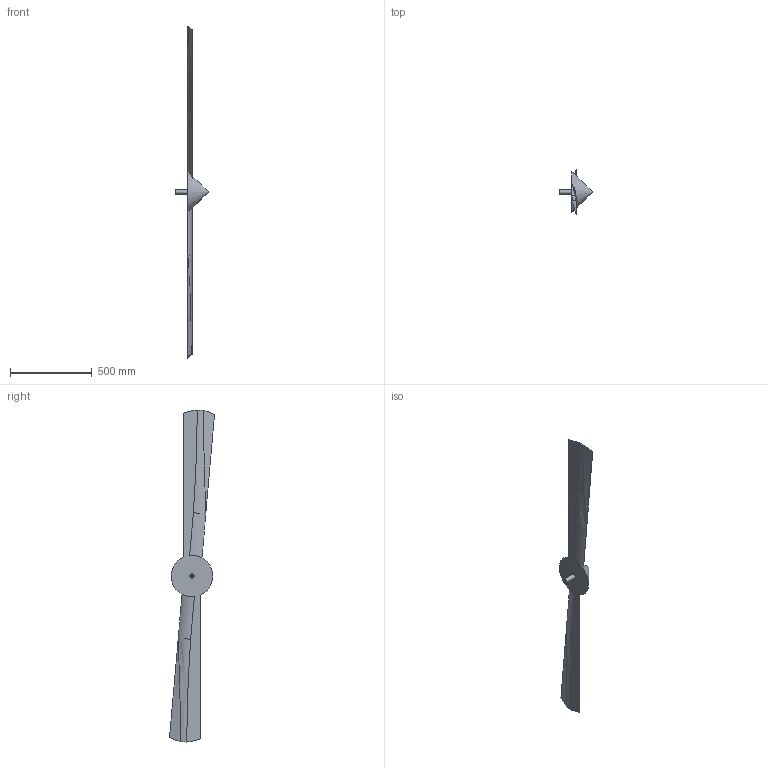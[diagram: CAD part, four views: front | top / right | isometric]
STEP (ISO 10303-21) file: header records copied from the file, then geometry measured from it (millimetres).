
FILE_DESCRIPTION(/* description */ (''),/* implementation_level */ '2;1');
FILE_NAME(/* name */ 'Prop.stp',/* time_stamp */ '2021-11-23T12:25:28-06:00',/* author */ ('PC'),/* organization */ (''),/* preprocessor_version */ 'ST-DEVELOPER v18.1',/* originating_system */ 'Autodesk Inventor 2021',/* authorisation */ '');
FILE_SCHEMA (('AUTOMOTIVE_DESIGN { 1 0 10303 214 3 1 1 }'));
Length unit declared in the file: millimetre
Products named in the file (1): Part2
Bounding box: 203.2 x 274.99 x 2032 mm (x, y, z)
Volume: 6309227.6 mm3; surface area: 686257.6 mm2
Topology: 1 solids, 1 shells, 33 faces, 82 edges, 53 vertices
Faces by surface type: bspline 20, cylinder 6, plane 6, cone 1
Full cylindrical faces by diameter (mm): 4.395 x1, 25.4 x1
Entity records: 1582 total; most frequent: CARTESIAN_POINT 831, ORIENTED_EDGE 164, DIRECTION 89, EDGE_CURVE 82, VERTEX_POINT 53, B_SPLINE_CURVE_WITH_KNOTS 38, EDGE_LOOP 35, STYLED_ITEM 34
